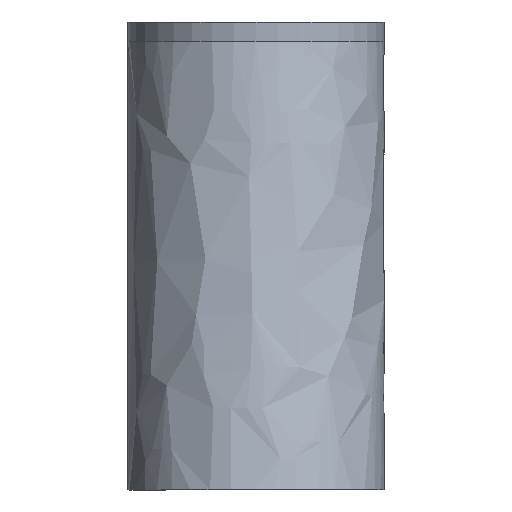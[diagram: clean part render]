
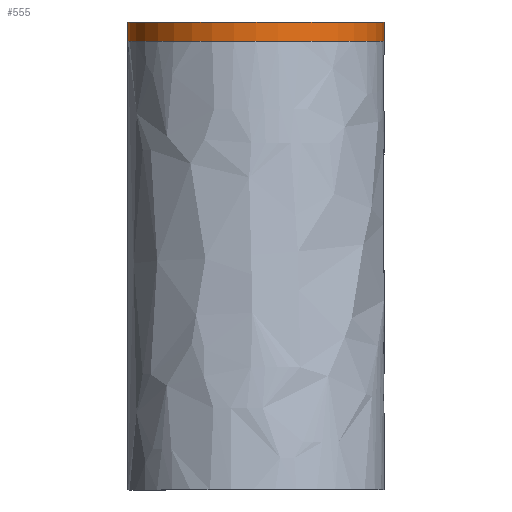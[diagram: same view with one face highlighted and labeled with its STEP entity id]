
A CAD part, left-side view. The second image highlights one B-rep face of the part: STEP entity #555.
In plain terms, the highlighted cylindrical face has radius 20 mm (diameter 40 mm), a full revolution.
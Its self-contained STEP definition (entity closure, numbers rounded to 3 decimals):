
#30=CYLINDRICAL_SURFACE('',#616,20.);
#59=LINE('',#1354,#73);
#73=VECTOR('',#706,20.);
#105=FACE_OUTER_BOUND('',#144,.T.);
#144=EDGE_LOOP('',(#437,#438,#439,#440,#441,#442));
#169=CIRCLE('',#593,20.);
#170=CIRCLE('',#597,20.);
#171=CIRCLE('',#598,20.);
#179=CIRCLE('',#614,20.);
#240=VERTEX_POINT('',#982);
#241=VERTEX_POINT('',#984);
#246=VERTEX_POINT('',#1278);
#254=VERTEX_POINT('',#1350);
#297=EDGE_CURVE('',#240,#241,#169,.T.);
#307=EDGE_CURVE('',#241,#246,#170,.T.);
#308=EDGE_CURVE('',#246,#240,#171,.T.);
#322=EDGE_CURVE('',#254,#254,#179,.T.);
#323=EDGE_CURVE('',#254,#240,#59,.T.);
#437=ORIENTED_EDGE('',*,*,#322,.F.);
#438=ORIENTED_EDGE('',*,*,#323,.T.);
#439=ORIENTED_EDGE('',*,*,#308,.F.);
#440=ORIENTED_EDGE('',*,*,#307,.F.);
#441=ORIENTED_EDGE('',*,*,#297,.F.);
#442=ORIENTED_EDGE('',*,*,#323,.F.);
#555=ADVANCED_FACE('',(#105),#30,.T.);
#593=AXIS2_PLACEMENT_3D('',#985,#654,#655);
#597=AXIS2_PLACEMENT_3D('',#1279,#663,#664);
#598=AXIS2_PLACEMENT_3D('',#1280,#665,#666);
#614=AXIS2_PLACEMENT_3D('',#1351,#700,#701);
#616=AXIS2_PLACEMENT_3D('',#1353,#704,#705);
#654=DIRECTION('center_axis',(0.,-1.,0.));
#655=DIRECTION('ref_axis',(0.,0.,-1.));
#663=DIRECTION('center_axis',(0.,-1.,0.));
#664=DIRECTION('ref_axis',(0.,0.,1.));
#665=DIRECTION('center_axis',(0.,-1.,0.));
#666=DIRECTION('ref_axis',(0.,0.,-1.));
#700=DIRECTION('center_axis',(0.,1.,0.));
#701=DIRECTION('ref_axis',(0.,0.,1.));
#704=DIRECTION('center_axis',(0.,1.,0.));
#705=DIRECTION('ref_axis',(0.,0.,1.));
#706=DIRECTION('',(0.,-1.,0.));
#982=CARTESIAN_POINT('',(0.,-3.,-20.));
#984=CARTESIAN_POINT('',(19.231,-3.,-5.494));
#985=CARTESIAN_POINT('Origin',(0.,-3.,0.));
#1278=CARTESIAN_POINT('',(0.,-3.,20.));
#1279=CARTESIAN_POINT('Origin',(0.,-3.,0.));
#1280=CARTESIAN_POINT('Origin',(0.,-3.,0.));
#1350=CARTESIAN_POINT('',(0.,0.,-20.));
#1351=CARTESIAN_POINT('Origin',(0.,0.,0.));
#1353=CARTESIAN_POINT('Origin',(0.,-3.,0.));
#1354=CARTESIAN_POINT('',(0.,-3.,-20.));
